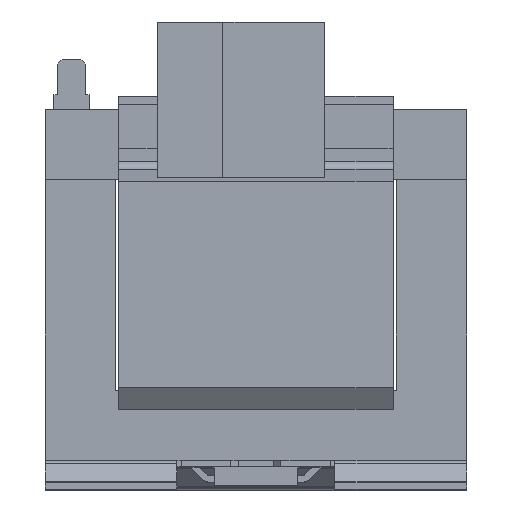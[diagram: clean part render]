
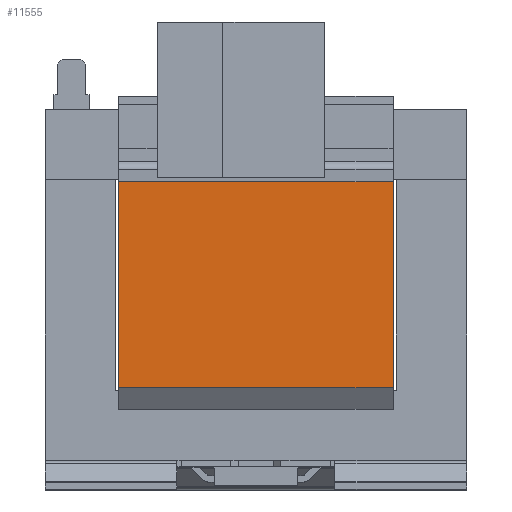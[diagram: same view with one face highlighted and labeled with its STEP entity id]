
A CAD part, top view. The second image highlights one B-rep face of the part: STEP entity #11555.
In plain terms, the highlighted planar face has unit normal (0, 0, 1).
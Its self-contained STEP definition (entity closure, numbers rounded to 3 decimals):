
#1418 = AXIS2_PLACEMENT_3D ( 'NONE', #6557, #12649, #4520 ) ;
#1645 = VERTEX_POINT ( 'NONE', #7466 ) ;
#1654 = EDGE_CURVE ( 'NONE', #6802, #1645, #5066, .T. ) ;
#2638 = FACE_OUTER_BOUND ( 'NONE', #12740, .T. ) ;
#2910 = PLANE ( 'NONE',  #1418 ) ;
#4520 = DIRECTION ( 'NONE',  ( -1., 0., 0. ) ) ;
#4896 = CARTESIAN_POINT ( 'NONE',  ( -31.25, 23.5, 48.65 ) ) ;
#5066 = LINE ( 'NONE', #9031, #8714 ) ;
#5713 = VECTOR ( 'NONE', #11401, 1000. ) ;
#5861 = VERTEX_POINT ( 'NONE', #15538 ) ;
#6066 = ORIENTED_EDGE ( 'NONE', *, *, #1654, .T. ) ;
#6557 = CARTESIAN_POINT ( 'NONE',  ( 31.25, 23.5, 48.65 ) ) ;
#6802 = VERTEX_POINT ( 'NONE', #4896 ) ;
#7388 = LINE ( 'NONE', #14453, #13513 ) ;
#7466 = CARTESIAN_POINT ( 'NONE',  ( -31.25, -23.5, 48.65 ) ) ;
#7584 = LINE ( 'NONE', #11118, #7965 ) ;
#7965 = VECTOR ( 'NONE', #8787, 1000. ) ;
#8247 = EDGE_CURVE ( 'NONE', #15771, #6802, #8778, .T. ) ;
#8714 = VECTOR ( 'NONE', #13972, 1000. ) ;
#8778 = LINE ( 'NONE', #12742, #5713 ) ;
#8787 = DIRECTION ( 'NONE',  ( -1., 0., 0. ) ) ;
#9031 = CARTESIAN_POINT ( 'NONE',  ( -31.25, 23.5, 48.65 ) ) ;
#9116 = EDGE_CURVE ( 'NONE', #5861, #1645, #7584, .T. ) ;
#9291 = ORIENTED_EDGE ( 'NONE', *, *, #15343, .F. ) ;
#10311 = CARTESIAN_POINT ( 'NONE',  ( 31.25, 23.5, 48.65 ) ) ;
#10529 = ORIENTED_EDGE ( 'NONE', *, *, #9116, .F. ) ;
#10768 = ORIENTED_EDGE ( 'NONE', *, *, #8247, .T. ) ;
#11118 = CARTESIAN_POINT ( 'NONE',  ( 31.25, -23.5, 48.65 ) ) ;
#11401 = DIRECTION ( 'NONE',  ( -1., 0., 0. ) ) ;
#11555 = ADVANCED_FACE ( 'NONE', ( #2638 ), #2910, .F. ) ;
#12649 = DIRECTION ( 'NONE',  ( 0., 0., -1. ) ) ;
#12740 = EDGE_LOOP ( 'NONE', ( #6066, #10529, #9291, #10768 ) ) ;
#12742 = CARTESIAN_POINT ( 'NONE',  ( 31.25, 23.5, 48.65 ) ) ;
#13513 = VECTOR ( 'NONE', #14567, 1000. ) ;
#13972 = DIRECTION ( 'NONE',  ( 0., -1., 0. ) ) ;
#14453 = CARTESIAN_POINT ( 'NONE',  ( 31.25, 23.5, 48.65 ) ) ;
#14567 = DIRECTION ( 'NONE',  ( 0., -1., 0. ) ) ;
#15343 = EDGE_CURVE ( 'NONE', #15771, #5861, #7388, .T. ) ;
#15538 = CARTESIAN_POINT ( 'NONE',  ( 31.25, -23.5, 48.65 ) ) ;
#15771 = VERTEX_POINT ( 'NONE', #10311 ) ;
